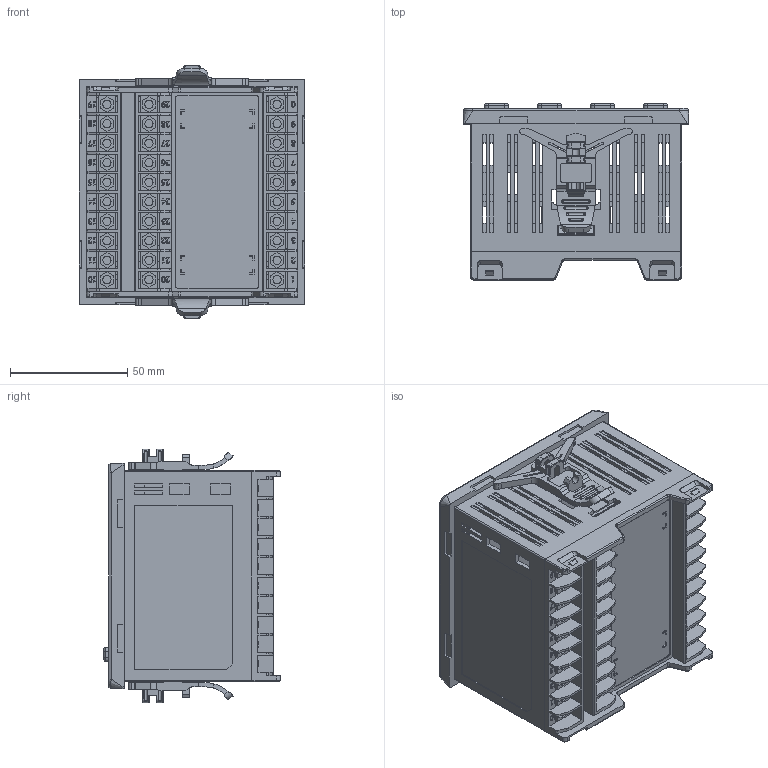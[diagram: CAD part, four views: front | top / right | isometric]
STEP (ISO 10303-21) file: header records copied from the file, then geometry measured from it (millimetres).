
FILE_DESCRIPTION((''),'2;1');
FILE_NAME('TP9_ASM','2023-06-20T14:48:56',('KFB_ljc'),(''),'CREO PARAMETRIC BY PTC INC, 2021023','CREO PARAMETRIC BY PTC INC, 2021023','');
FILE_SCHEMA(('AUTOMOTIVE_DESIGN { 1 0 10303 214 1 1 1 1 }'));
Products named in the file (8): SC969602_2_1; SC969601_11_1; S1901_1_1; 1_2_1; EDLCD770101_1; ST969604-TOKY_3_1; SC9696_ASM_9_ASM_1_ASM; TP9_ASM
Assembly tree (8 placements, depth 3):
  TP9_ASM
    SC9696_ASM_9_ASM_1_ASM
      SC969602_2_1
      SC969601_11_1
      S1901_1_1  x2
      1_2_1
      EDLCD770101_1
      ST969604-TOKY_3_1
Bounding box: 96 x 75.1 x 108 mm (x, y, z)
Volume: 127535.8 mm3; surface area: 134254.3 mm2
Topology: 7 solids, 7 shells, 5318 faces, 15091 edges, 10027 vertices
Faces by surface type: plane 3838, extrusion 684, cylinder 656, bspline 60, torus 48, sphere 32
Entity records: 169680 total; most frequent: CARTESIAN_POINT 38870, ORIENTED_EDGE 28704, DIRECTION 23524, EDGE_CURVE 14352, VECTOR 12290, LINE 11606, VERTEX_POINT 9553, AXIS2_PLACEMENT_3D 5617
